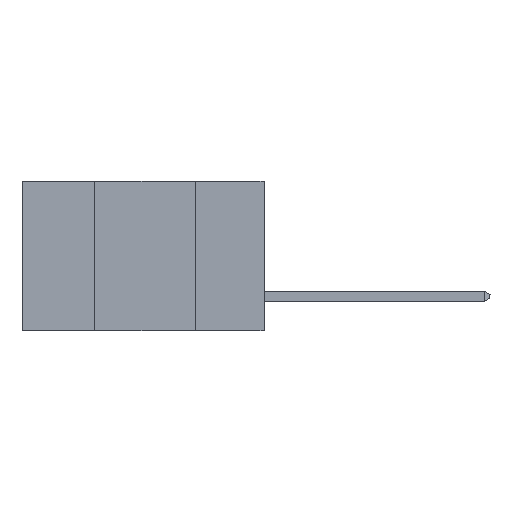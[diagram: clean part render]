
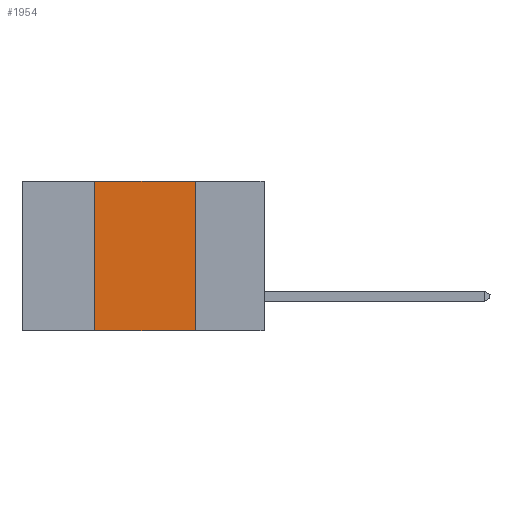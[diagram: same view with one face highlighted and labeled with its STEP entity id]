
A CAD part, left-side view. The second image highlights one B-rep face of the part: STEP entity #1954.
In plain terms, the highlighted planar face has unit normal (-1, 0, 0).
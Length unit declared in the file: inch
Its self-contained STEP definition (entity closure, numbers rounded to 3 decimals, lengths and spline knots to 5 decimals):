
#340 = LINE ( 'NONE', #7668, #6327 ) ;
#510 = DIRECTION ( 'NONE',  ( 0., 0., -1. ) ) ;
#1675 = DIRECTION ( 'NONE',  ( 0., 0., 1. ) ) ;
#1694 = EDGE_CURVE ( 'NONE', #8342, #10121, #6137, .T. ) ;
#1954 = ADVANCED_FACE ( 'NONE', ( #4242 ), #10342, .F. ) ;
#2129 = AXIS2_PLACEMENT_3D ( 'NONE', #10462, #11409, #3126 ) ;
#2244 = DIRECTION ( 'NONE',  ( 0., -1., 0. ) ) ;
#2423 = ORIENTED_EDGE ( 'NONE', *, *, #8118, .T. ) ;
#2519 = VECTOR ( 'NONE', #2244, 39.37008 ) ;
#2545 = VECTOR ( 'NONE', #7866, 39.37008 ) ;
#2768 = ORIENTED_EDGE ( 'NONE', *, *, #11143, .F. ) ;
#2853 = CARTESIAN_POINT ( 'NONE',  ( 0., 0.17, 0. ) ) ;
#3126 = DIRECTION ( 'NONE',  ( 0., 0., -1. ) ) ;
#4242 = FACE_OUTER_BOUND ( 'NONE', #6181, .T. ) ;
#4375 = EDGE_CURVE ( 'NONE', #5753, #7076, #340, .T. ) ;
#4505 = CARTESIAN_POINT ( 'NONE',  ( 0., 0.42, 0. ) ) ;
#4887 = CARTESIAN_POINT ( 'NONE',  ( 0., 0.6, 0. ) ) ;
#5509 = CARTESIAN_POINT ( 'NONE',  ( 0., 0.42, -0.37 ) ) ;
#5753 = VERTEX_POINT ( 'NONE', #2853 ) ;
#5994 = LINE ( 'NONE', #9602, #2545 ) ;
#6137 = LINE ( 'NONE', #9735, #9952 ) ;
#6179 = ORIENTED_EDGE ( 'NONE', *, *, #1694, .F. ) ;
#6181 = EDGE_LOOP ( 'NONE', ( #7441, #2768, #6179, #2423 ) ) ;
#6327 = VECTOR ( 'NONE', #510, 39.37008 ) ;
#6726 = CARTESIAN_POINT ( 'NONE',  ( 0., 0.17, -0.37 ) ) ;
#6925 = LINE ( 'NONE', #4887, #2519 ) ;
#7076 = VERTEX_POINT ( 'NONE', #6726 ) ;
#7441 = ORIENTED_EDGE ( 'NONE', *, *, #4375, .F. ) ;
#7668 = CARTESIAN_POINT ( 'NONE',  ( 0., 0.17, -0.37 ) ) ;
#7866 = DIRECTION ( 'NONE',  ( 0., -1., 0. ) ) ;
#8118 = EDGE_CURVE ( 'NONE', #8342, #7076, #5994, .T. ) ;
#8342 = VERTEX_POINT ( 'NONE', #5509 ) ;
#9602 = CARTESIAN_POINT ( 'NONE',  ( 0., 0.6, -0.37 ) ) ;
#9735 = CARTESIAN_POINT ( 'NONE',  ( 0., 0.42, -0.37 ) ) ;
#9952 = VECTOR ( 'NONE', #1675, 39.37008 ) ;
#10121 = VERTEX_POINT ( 'NONE', #4505 ) ;
#10342 = PLANE ( 'NONE',  #2129 ) ;
#10462 = CARTESIAN_POINT ( 'NONE',  ( 0., 0.6, 0. ) ) ;
#11143 = EDGE_CURVE ( 'NONE', #10121, #5753, #6925, .T. ) ;
#11409 = DIRECTION ( 'NONE',  ( 1., 0., 0. ) ) ;
